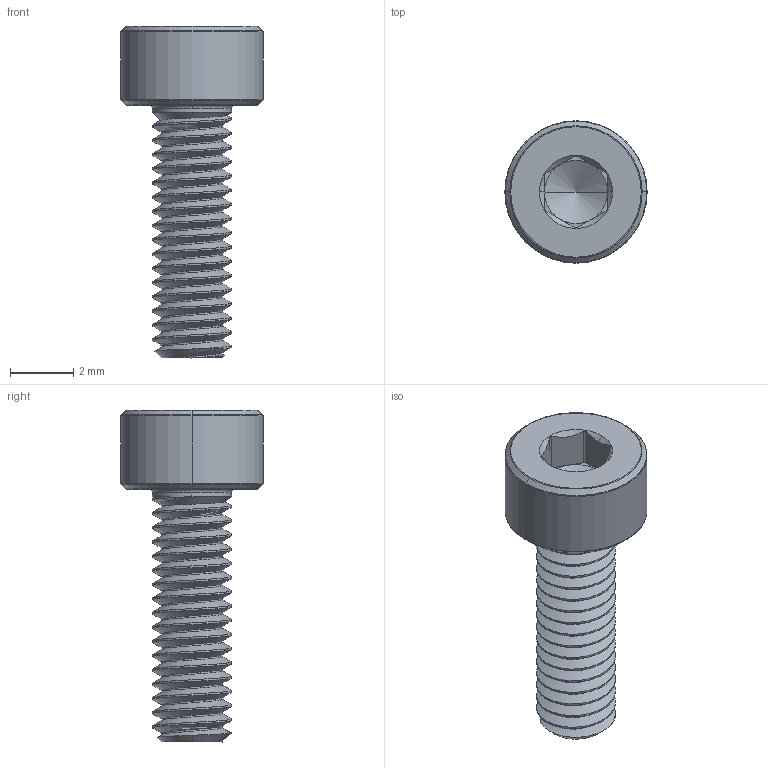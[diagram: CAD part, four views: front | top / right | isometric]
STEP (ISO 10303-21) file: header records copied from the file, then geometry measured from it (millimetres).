
FILE_DESCRIPTION (( 'STEP AP203' ), '1' );
FILE_NAME ('92290A058_Super-Corrosion-Resistant 316 Stainless Steel Socket Head Screw.STEP', '2022-11-29T16:27:23', ( 'Administrator' ), ( 'Managed by Terraform' ), 'SwSTEP 2.0', 'SolidWorks 2017', '' );
FILE_SCHEMA (( 'CONFIG_CONTROL_DESIGN' ));
Length unit declared in the file: millimetre
Products named in the file (1): 92290A058_Super-Corrosion-Resistant 316 Stainless Steel Socket Head Screw
Bounding box: 4.5 x 4.5 x 10.5 mm (x, y, z)
Volume: 65.6 mm3; surface area: 166.1 mm2
Topology: 1 solids, 1 shells, 85 faces, 224 edges, 141 vertices
Faces by surface type: cylinder 43, plane 15, cone 14, torus 10, bspline 3
Entity records: 4895 total; most frequent: CARTESIAN_POINT 2955, ORIENTED_EDGE 444, DIRECTION 349, EDGE_CURVE 222, VERTEX_POINT 141, AXIS2_PLACEMENT_3D 138, EDGE_LOOP 87, FACE_OUTER_BOUND 85
